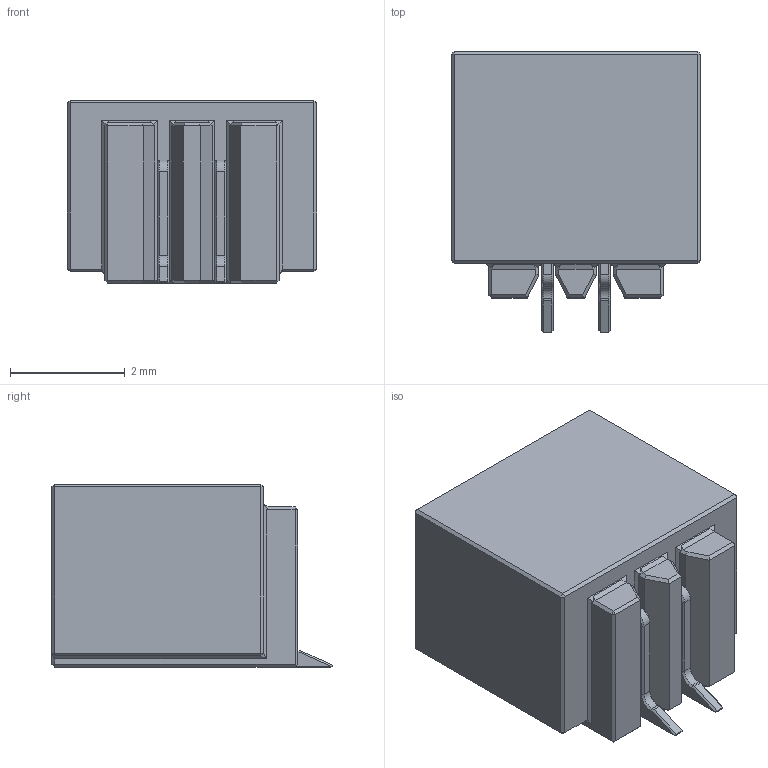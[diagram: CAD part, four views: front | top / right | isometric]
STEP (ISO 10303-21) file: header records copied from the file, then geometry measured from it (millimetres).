
FILE_DESCRIPTION(/* description */ (''),/* implementation_level */ '2;1');
FILE_NAME(/* name */ 'SH1.0mm-2P-卧贴.step',/* time_stamp */ '2022-08-19T10:52:01+08:00',/* author */ (''),/* organization */ (''),/* preprocessor_version */ 'ST-DEVELOPER v19',/* originating_system */ 'Autodesk Translation Framework v11.7.0.108',/* authorisation */ '');
FILE_SCHEMA (('AUTOMOTIVE_DESIGN { 1 0 10303 214 3 1 1 }'));
Length unit declared in the file: millimetre
Products named in the file (3): SH1.0mm-2P-卧贴; 零部件1; 零部件2
Assembly tree (3 placements, depth 2):
  SH1.0mm-2P-卧贴
    零部件1
    零部件2  x2
Bounding box: 4.35 x 4.9 x 3.21 mm (x, y, z)
Volume: 31.8 mm3; surface area: 138.6 mm2
Topology: 3 solids, 3 shells, 282 faces, 611 edges, 334 vertices
Faces by surface type: plane 264, cone 12, cylinder 6
Entity records: 6125 total; most frequent: CARTESIAN_POINT 1025, ORIENTED_EDGE 1016, DIRECTION 1002, EDGE_CURVE 508, LINE 496, VECTOR 496, VERTEX_POINT 276, AXIS2_PLACEMENT_3D 253
